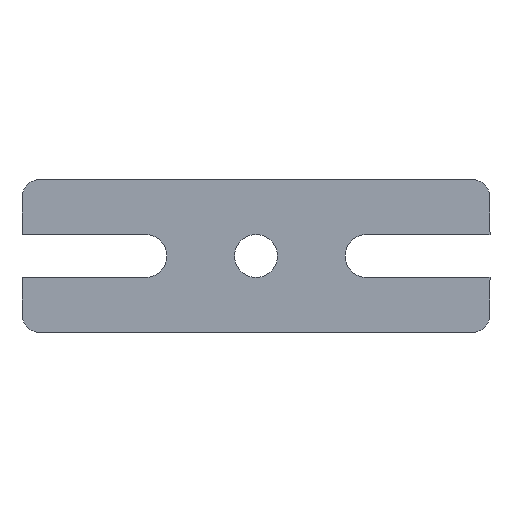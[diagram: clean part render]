
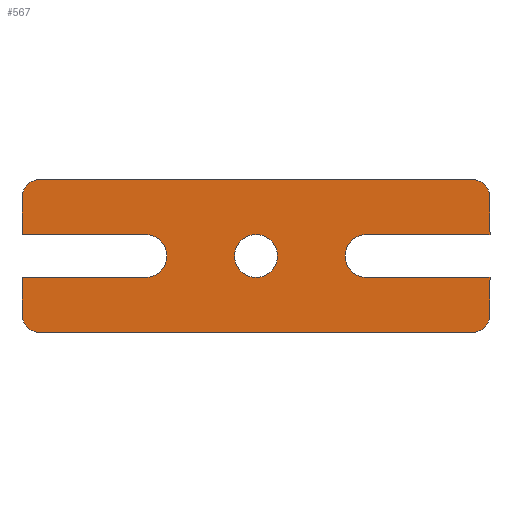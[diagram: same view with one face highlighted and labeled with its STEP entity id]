
A CAD part, front view. The second image highlights one B-rep face of the part: STEP entity #567.
In plain terms, the highlighted planar face has unit normal (0, -1, 0).
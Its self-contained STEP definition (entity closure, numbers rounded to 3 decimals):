
#2 = CARTESIAN_POINT ( 'NONE',  ( 0., 0., 3.5 ) ) ;
#16 = DIRECTION ( 'NONE',  ( 0., 1., 0. ) ) ;
#19 = CARTESIAN_POINT ( 'NONE',  ( -62.519, 0., -3.5 ) ) ;
#24 = CARTESIAN_POINT ( 'NONE',  ( -38.1, 0., -3.5 ) ) ;
#26 = DIRECTION ( 'NONE',  ( 0., 0., 1. ) ) ;
#32 = VECTOR ( 'NONE', #725, 1000. ) ;
#35 = CARTESIAN_POINT ( 'NONE',  ( -62.519, 0., 3.5 ) ) ;
#40 = CARTESIAN_POINT ( 'NONE',  ( -38.1, 0., 0. ) ) ;
#41 = DIRECTION ( 'NONE',  ( 0., 1., 0. ) ) ;
#43 = DIRECTION ( 'NONE',  ( -1., 0., 0. ) ) ;
#57 = EDGE_CURVE ( 'NONE', #426, #82, #75, .T. ) ;
#63 = DIRECTION ( 'NONE',  ( 0., 0., 1. ) ) ;
#75 = CIRCLE ( 'NONE', #272, 3.5 ) ;
#79 = AXIS2_PLACEMENT_3D ( 'NONE', #617, #667, #192 ) ;
#82 = VERTEX_POINT ( 'NONE', #2 ) ;
#83 = VECTOR ( 'NONE', #705, 1000. ) ;
#94 = DIRECTION ( 'NONE',  ( 0., 0., 1. ) ) ;
#97 = LINE ( 'NONE', #149, #83 ) ;
#99 = FACE_BOUND ( 'NONE', #526, .T. ) ;
#102 = DIRECTION ( 'NONE',  ( 0., 1., 0. ) ) ;
#104 = CARTESIAN_POINT ( 'NONE',  ( 0., 0., 0. ) ) ;
#107 = CARTESIAN_POINT ( 'NONE',  ( 35.1, 0., -9.5 ) ) ;
#108 = EDGE_CURVE ( 'NONE', #913, #729, #150, .T. ) ;
#110 = CARTESIAN_POINT ( 'NONE',  ( 38.1, 0., -3.5 ) ) ;
#132 = CIRCLE ( 'NONE', #79, 3. ) ;
#149 = CARTESIAN_POINT ( 'NONE',  ( -62.519, 0., -12.5 ) ) ;
#150 = LINE ( 'NONE', #866, #920 ) ;
#153 = ORIENTED_EDGE ( 'NONE', *, *, #699, .T. ) ;
#158 = DIRECTION ( 'NONE',  ( 0., 0., 1. ) ) ;
#159 = DIRECTION ( 'NONE',  ( 0., 0., 1. ) ) ;
#168 = VERTEX_POINT ( 'NONE', #659 ) ;
#173 = PLANE ( 'NONE',  #430 ) ;
#175 = CARTESIAN_POINT ( 'NONE',  ( -35.1, 0., 9.5 ) ) ;
#187 = EDGE_CURVE ( 'NONE', #703, #239, #857, .T. ) ;
#189 = CARTESIAN_POINT ( 'NONE',  ( -62.519, 0., -3.5 ) ) ;
#192 = DIRECTION ( 'NONE',  ( 0., 0., 1. ) ) ;
#195 = CARTESIAN_POINT ( 'NONE',  ( 35.1, 0., 9.5 ) ) ;
#197 = AXIS2_PLACEMENT_3D ( 'NONE', #195, #406, #853 ) ;
#200 = ORIENTED_EDGE ( 'NONE', *, *, #890, .F. ) ;
#201 = EDGE_CURVE ( 'NONE', #913, #854, #711, .T. ) ;
#208 = LINE ( 'NONE', #814, #682 ) ;
#218 = CARTESIAN_POINT ( 'NONE',  ( 0., 0., -3.5 ) ) ;
#224 = ORIENTED_EDGE ( 'NONE', *, *, #234, .T. ) ;
#228 = AXIS2_PLACEMENT_3D ( 'NONE', #175, #16, #26 ) ;
#233 = ORIENTED_EDGE ( 'NONE', *, *, #201, .F. ) ;
#234 = EDGE_CURVE ( 'NONE', #270, #642, #358, .T. ) ;
#239 = VERTEX_POINT ( 'NONE', #24 ) ;
#240 = CARTESIAN_POINT ( 'NONE',  ( -62.519, 0., 0. ) ) ;
#247 = CIRCLE ( 'NONE', #864, 3.5 ) ;
#248 = DIRECTION ( 'NONE',  ( 0., 0., 1. ) ) ;
#260 = VERTEX_POINT ( 'NONE', #309 ) ;
#264 = VECTOR ( 'NONE', #605, 1000. ) ;
#265 = EDGE_CURVE ( 'NONE', #729, #644, #411, .T. ) ;
#270 = VERTEX_POINT ( 'NONE', #445 ) ;
#272 = AXIS2_PLACEMENT_3D ( 'NONE', #350, #417, #63 ) ;
#285 = EDGE_CURVE ( 'NONE', #82, #426, #247, .T. ) ;
#293 = ORIENTED_EDGE ( 'NONE', *, *, #265, .T. ) ;
#300 = VERTEX_POINT ( 'NONE', #380 ) ;
#301 = CARTESIAN_POINT ( 'NONE',  ( -18., 0., -3.5 ) ) ;
#309 = CARTESIAN_POINT ( 'NONE',  ( -35.1, 0., -12.5 ) ) ;
#311 = CIRCLE ( 'NONE', #843, 3.5 ) ;
#314 = CARTESIAN_POINT ( 'NONE',  ( 18., 0., -3.5 ) ) ;
#315 = ORIENTED_EDGE ( 'NONE', *, *, #870, .T. ) ;
#320 = DIRECTION ( 'NONE',  ( 0., 0., 1. ) ) ;
#321 = DIRECTION ( 'NONE',  ( 0., 0., 1. ) ) ;
#324 = DIRECTION ( 'NONE',  ( 1., 0., 0. ) ) ;
#331 = ORIENTED_EDGE ( 'NONE', *, *, #651, .F. ) ;
#346 = EDGE_CURVE ( 'NONE', #764, #300, #653, .T. ) ;
#350 = CARTESIAN_POINT ( 'NONE',  ( 0., 0., 0. ) ) ;
#358 = LINE ( 'NONE', #369, #655 ) ;
#367 = ORIENTED_EDGE ( 'NONE', *, *, #737, .F. ) ;
#369 = CARTESIAN_POINT ( 'NONE',  ( 38.1, 0., 0. ) ) ;
#370 = LINE ( 'NONE', #397, #264 ) ;
#371 = VECTOR ( 'NONE', #552, 1000. ) ;
#373 = EDGE_CURVE ( 'NONE', #168, #869, #370, .T. ) ;
#374 = ORIENTED_EDGE ( 'NONE', *, *, #373, .F. ) ;
#375 = CARTESIAN_POINT ( 'NONE',  ( 38.1, 0., -9.5 ) ) ;
#380 = CARTESIAN_POINT ( 'NONE',  ( -38.1, 0., 9.5 ) ) ;
#385 = FACE_OUTER_BOUND ( 'NONE', #515, .T. ) ;
#392 = EDGE_CURVE ( 'NONE', #270, #846, #208, .T. ) ;
#397 = CARTESIAN_POINT ( 'NONE',  ( -62.519, 0., 12.5 ) ) ;
#406 = DIRECTION ( 'NONE',  ( 0., 1., 0. ) ) ;
#411 = LINE ( 'NONE', #19, #32 ) ;
#417 = DIRECTION ( 'NONE',  ( 0., 1., 0. ) ) ;
#422 = ORIENTED_EDGE ( 'NONE', *, *, #767, .T. ) ;
#425 = ORIENTED_EDGE ( 'NONE', *, *, #841, .F. ) ;
#426 = VERTEX_POINT ( 'NONE', #218 ) ;
#430 = AXIS2_PLACEMENT_3D ( 'NONE', #240, #735, #320 ) ;
#439 = EDGE_CURVE ( 'NONE', #854, #260, #97, .T. ) ;
#445 = CARTESIAN_POINT ( 'NONE',  ( 38.1, 0., 3.5 ) ) ;
#466 = VECTOR ( 'NONE', #248, 1000. ) ;
#476 = CARTESIAN_POINT ( 'NONE',  ( -18., 0., 3.5 ) ) ;
#482 = CARTESIAN_POINT ( 'NONE',  ( 18., 0., 3.5 ) ) ;
#500 = LINE ( 'NONE', #35, #371 ) ;
#511 = VECTOR ( 'NONE', #324, 1000. ) ;
#515 = EDGE_LOOP ( 'NONE', ( #374, #200, #693, #422, #153, #331, #755, #367, #837, #233, #582, #293, #315, #612, #224, #425 ) ) ;
#526 = EDGE_LOOP ( 'NONE', ( #628, #862 ) ) ;
#539 = DIRECTION ( 'NONE',  ( 0., 0., 1. ) ) ;
#540 = VERTEX_POINT ( 'NONE', #301 ) ;
#552 = DIRECTION ( 'NONE',  ( 1., 0., 0. ) ) ;
#555 = CARTESIAN_POINT ( 'NONE',  ( 35.1, 0., -12.5 ) ) ;
#567 = ADVANCED_FACE ( 'NONE', ( #385, #99 ), #173, .F. ) ;
#573 = AXIS2_PLACEMENT_3D ( 'NONE', #791, #579, #159 ) ;
#579 = DIRECTION ( 'NONE',  ( 0., 1., 0. ) ) ;
#582 = ORIENTED_EDGE ( 'NONE', *, *, #108, .T. ) ;
#605 = DIRECTION ( 'NONE',  ( 1., 0., 0. ) ) ;
#612 = ORIENTED_EDGE ( 'NONE', *, *, #392, .F. ) ;
#617 = CARTESIAN_POINT ( 'NONE',  ( -35.1, 0., -9.5 ) ) ;
#625 = CIRCLE ( 'NONE', #228, 3. ) ;
#628 = ORIENTED_EDGE ( 'NONE', *, *, #57, .T. ) ;
#642 = VERTEX_POINT ( 'NONE', #673 ) ;
#644 = VERTEX_POINT ( 'NONE', #314 ) ;
#651 = EDGE_CURVE ( 'NONE', #239, #540, #894, .T. ) ;
#653 = LINE ( 'NONE', #40, #466 ) ;
#654 = CIRCLE ( 'NONE', #573, 3.5 ) ;
#655 = VECTOR ( 'NONE', #94, 1000. ) ;
#659 = CARTESIAN_POINT ( 'NONE',  ( -35.1, 0., 12.5 ) ) ;
#667 = DIRECTION ( 'NONE',  ( 0., 1., 0. ) ) ;
#673 = CARTESIAN_POINT ( 'NONE',  ( 38.1, 0., 9.5 ) ) ;
#682 = VECTOR ( 'NONE', #43, 1000. ) ;
#693 = ORIENTED_EDGE ( 'NONE', *, *, #346, .F. ) ;
#695 = VERTEX_POINT ( 'NONE', #476 ) ;
#698 = AXIS2_PLACEMENT_3D ( 'NONE', #107, #102, #321 ) ;
#699 = EDGE_CURVE ( 'NONE', #695, #540, #311, .T. ) ;
#702 = VECTOR ( 'NONE', #736, 1000. ) ;
#703 = VERTEX_POINT ( 'NONE', #821 ) ;
#705 = DIRECTION ( 'NONE',  ( -1., 0., 0. ) ) ;
#711 = CIRCLE ( 'NONE', #698, 3. ) ;
#720 = CARTESIAN_POINT ( 'NONE',  ( -38.1, 0., 0. ) ) ;
#725 = DIRECTION ( 'NONE',  ( -1., 0., 0. ) ) ;
#729 = VERTEX_POINT ( 'NONE', #110 ) ;
#735 = DIRECTION ( 'NONE',  ( 0., 1., 0. ) ) ;
#736 = DIRECTION ( 'NONE',  ( 0., 0., 1. ) ) ;
#737 = EDGE_CURVE ( 'NONE', #260, #703, #132, .T. ) ;
#748 = DIRECTION ( 'NONE',  ( 0., 0., 1. ) ) ;
#751 = CARTESIAN_POINT ( 'NONE',  ( -38.1, 0., 3.5 ) ) ;
#755 = ORIENTED_EDGE ( 'NONE', *, *, #187, .F. ) ;
#764 = VERTEX_POINT ( 'NONE', #751 ) ;
#767 = EDGE_CURVE ( 'NONE', #764, #695, #500, .T. ) ;
#791 = CARTESIAN_POINT ( 'NONE',  ( 18., 0., 0. ) ) ;
#807 = DIRECTION ( 'NONE',  ( 0., 1., 0. ) ) ;
#814 = CARTESIAN_POINT ( 'NONE',  ( -62.519, 0., 3.5 ) ) ;
#820 = CIRCLE ( 'NONE', #197, 3. ) ;
#821 = CARTESIAN_POINT ( 'NONE',  ( -38.1, 0., -9.5 ) ) ;
#829 = CARTESIAN_POINT ( 'NONE',  ( -18., 0., 0. ) ) ;
#837 = ORIENTED_EDGE ( 'NONE', *, *, #439, .F. ) ;
#841 = EDGE_CURVE ( 'NONE', #869, #642, #820, .T. ) ;
#843 = AXIS2_PLACEMENT_3D ( 'NONE', #829, #41, #539 ) ;
#846 = VERTEX_POINT ( 'NONE', #482 ) ;
#853 = DIRECTION ( 'NONE',  ( 0., 0., 1. ) ) ;
#854 = VERTEX_POINT ( 'NONE', #555 ) ;
#857 = LINE ( 'NONE', #720, #702 ) ;
#862 = ORIENTED_EDGE ( 'NONE', *, *, #285, .T. ) ;
#864 = AXIS2_PLACEMENT_3D ( 'NONE', #104, #807, #748 ) ;
#866 = CARTESIAN_POINT ( 'NONE',  ( 38.1, 0., 0. ) ) ;
#869 = VERTEX_POINT ( 'NONE', #916 ) ;
#870 = EDGE_CURVE ( 'NONE', #644, #846, #654, .T. ) ;
#890 = EDGE_CURVE ( 'NONE', #300, #168, #625, .T. ) ;
#894 = LINE ( 'NONE', #189, #511 ) ;
#913 = VERTEX_POINT ( 'NONE', #375 ) ;
#916 = CARTESIAN_POINT ( 'NONE',  ( 35.1, 0., 12.5 ) ) ;
#920 = VECTOR ( 'NONE', #158, 1000. ) ;
